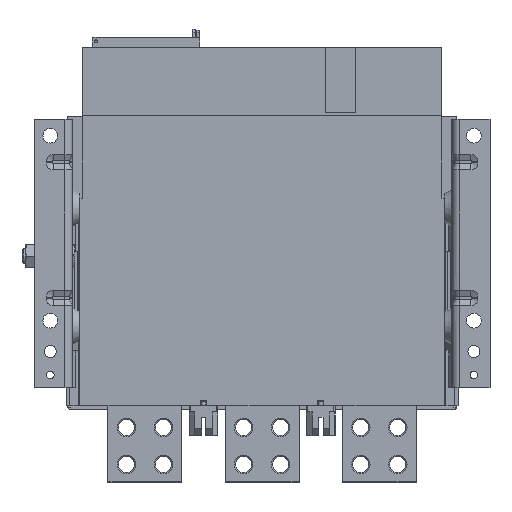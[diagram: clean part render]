
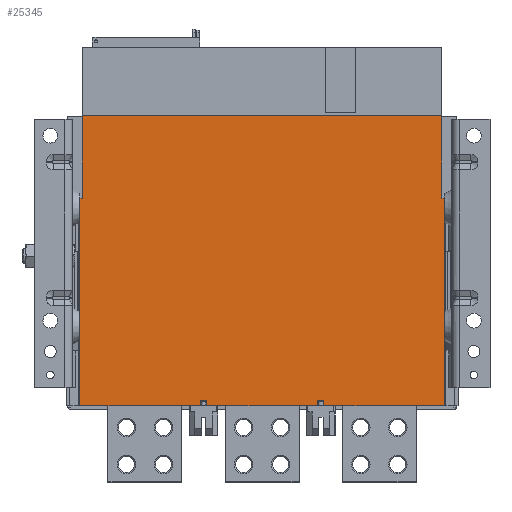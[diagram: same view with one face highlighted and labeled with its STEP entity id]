
A CAD part, front view. The second image highlights one B-rep face of the part: STEP entity #25345.
In plain terms, the highlighted planar face has unit normal (0, -1, 0).
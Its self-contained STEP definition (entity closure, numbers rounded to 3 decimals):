
#1079 = LINE ( 'NONE', #64745, #62399 ) ;
#1431 = VECTOR ( 'NONE', #27434, 1000. ) ;
#2684 = DIRECTION ( 'NONE',  ( 0., 0., 1. ) ) ;
#3164 = CARTESIAN_POINT ( 'NONE',  ( 44.95, 12., 294.6 ) ) ;
#3388 = EDGE_CURVE ( 'NONE', #38545, #47617, #68207, .T. ) ;
#3417 = VECTOR ( 'NONE', #28485, 1000. ) ;
#6300 = CARTESIAN_POINT ( 'NONE',  ( -50.1, 12., 294.6 ) ) ;
#6673 = VECTOR ( 'NONE', #41621, 1000. ) ;
#6921 = CARTESIAN_POINT ( 'NONE',  ( -44.95, 12., 294.6 ) ) ;
#6949 = DIRECTION ( 'NONE',  ( -1., 0., 0. ) ) ;
#6980 = ORIENTED_EDGE ( 'NONE', *, *, #76590, .T. ) ;
#8000 = EDGE_CURVE ( 'NONE', #68345, #73241, #49102, .T. ) ;
#8612 = VERTEX_POINT ( 'NONE', #12332 ) ;
#10510 = VERTEX_POINT ( 'NONE', #70546 ) ;
#10882 = EDGE_LOOP ( 'NONE', ( #81865, #18463, #69733, #86312, #48141, #21734, #72717, #67095, #59601, #81015, #28447, #30795, #22585, #69967, #75519, #6980 ) ) ;
#11783 = CARTESIAN_POINT ( 'NONE',  ( 147.75, 12., 298.8 ) ) ;
#12332 = CARTESIAN_POINT ( 'NONE',  ( 44.95, 12., 294.6 ) ) ;
#13059 = PLANE ( 'NONE',  #45616 ) ;
#14560 = CARTESIAN_POINT ( 'NONE',  ( 50.1, 12., 294.6 ) ) ;
#15062 = VERTEX_POINT ( 'NONE', #81422 ) ;
#16309 = EDGE_CURVE ( 'NONE', #47617, #19835, #28501, .T. ) ;
#16887 = DIRECTION ( 'NONE',  ( 1., 0., 0. ) ) ;
#17812 = CARTESIAN_POINT ( 'NONE',  ( -50.1, 12., 294.6 ) ) ;
#18027 = CARTESIAN_POINT ( 'NONE',  ( 145.75, 12., 63.8 ) ) ;
#18463 = ORIENTED_EDGE ( 'NONE', *, *, #88896, .F. ) ;
#19835 = VERTEX_POINT ( 'NONE', #41574 ) ;
#19939 = DIRECTION ( 'NONE',  ( 0., 0., 1. ) ) ;
#20064 = CARTESIAN_POINT ( 'NONE',  ( 135.1, 12., 130.7 ) ) ;
#20248 = VECTOR ( 'NONE', #53448, 1000. ) ;
#20635 = VECTOR ( 'NONE', #21132, 1000. ) ;
#21132 = DIRECTION ( 'NONE',  ( 1., 0., 0. ) ) ;
#21726 = VERTEX_POINT ( 'NONE', #63089 ) ;
#21734 = ORIENTED_EDGE ( 'NONE', *, *, #8000, .F. ) ;
#22585 = ORIENTED_EDGE ( 'NONE', *, *, #80884, .T. ) ;
#23183 = EDGE_CURVE ( 'NONE', #10510, #21726, #90126, .T. ) ;
#24647 = LINE ( 'NONE', #71642, #75074 ) ;
#25345 = ADVANCED_FACE ( 'NONE', ( #43476 ), #13059, .F. ) ;
#27434 = DIRECTION ( 'NONE',  ( 0., 0., -1. ) ) ;
#27583 = DIRECTION ( 'NONE',  ( 0., 1., 0. ) ) ;
#27935 = CARTESIAN_POINT ( 'NONE',  ( -147.75, 12., 130.7 ) ) ;
#28447 = ORIENTED_EDGE ( 'NONE', *, *, #47724, .F. ) ;
#28485 = DIRECTION ( 'NONE',  ( 1., 0., 0. ) ) ;
#28501 = LINE ( 'NONE', #70633, #50277 ) ;
#28538 = CARTESIAN_POINT ( 'NONE',  ( -44.95, 12., 294.6 ) ) ;
#30369 = DIRECTION ( 'NONE',  ( 1., 0., 0. ) ) ;
#30534 = VERTEX_POINT ( 'NONE', #74752 ) ;
#30564 = DIRECTION ( 'NONE',  ( 1., 0., 0. ) ) ;
#30795 = ORIENTED_EDGE ( 'NONE', *, *, #23183, .T. ) ;
#30840 = DIRECTION ( 'NONE',  ( 0., 0., 1. ) ) ;
#30999 = CARTESIAN_POINT ( 'NONE',  ( -157.5, 12., 298.8 ) ) ;
#32028 = CARTESIAN_POINT ( 'NONE',  ( -147.75, 12., 298.8 ) ) ;
#33103 = EDGE_CURVE ( 'NONE', #64987, #19835, #89036, .T. ) ;
#35458 = VERTEX_POINT ( 'NONE', #81661 ) ;
#36107 = LINE ( 'NONE', #14560, #20635 ) ;
#36756 = EDGE_CURVE ( 'NONE', #15062, #73029, #46322, .T. ) ;
#37396 = CARTESIAN_POINT ( 'NONE',  ( -157.5, 12., 63.8 ) ) ;
#38545 = VERTEX_POINT ( 'NONE', #27935 ) ;
#41501 = CARTESIAN_POINT ( 'NONE',  ( -145.75, 12., 63.8 ) ) ;
#41574 = CARTESIAN_POINT ( 'NONE',  ( -50.1, 12., 298.8 ) ) ;
#41621 = DIRECTION ( 'NONE',  ( 0., 0., 1. ) ) ;
#43011 = EDGE_CURVE ( 'NONE', #73241, #35458, #80141, .T. ) ;
#43111 = DIRECTION ( 'NONE',  ( 0., 0., 1. ) ) ;
#43476 = FACE_OUTER_BOUND ( 'NONE', #10882, .T. ) ;
#45220 = VECTOR ( 'NONE', #2684, 1000. ) ;
#45616 = AXIS2_PLACEMENT_3D ( 'NONE', #63143, #27583, #6949 ) ;
#46322 = LINE ( 'NONE', #68747, #83482 ) ;
#47617 = VERTEX_POINT ( 'NONE', #32028 ) ;
#47684 = VERTEX_POINT ( 'NONE', #59214 ) ;
#47724 = EDGE_CURVE ( 'NONE', #10510, #38545, #83972, .T. ) ;
#47995 = CARTESIAN_POINT ( 'NONE',  ( -44.95, 12., 298.8 ) ) ;
#48141 = ORIENTED_EDGE ( 'NONE', *, *, #43011, .F. ) ;
#49102 = LINE ( 'NONE', #6921, #6673 ) ;
#50277 = VECTOR ( 'NONE', #56150, 1000. ) ;
#52727 = VERTEX_POINT ( 'NONE', #71573 ) ;
#53338 = DIRECTION ( 'NONE',  ( 0., 0., -1. ) ) ;
#53448 = DIRECTION ( 'NONE',  ( 1., 0., 0. ) ) ;
#56150 = DIRECTION ( 'NONE',  ( 1., 0., 0. ) ) ;
#59214 = CARTESIAN_POINT ( 'NONE',  ( 50.1, 12., 294.6 ) ) ;
#59601 = ORIENTED_EDGE ( 'NONE', *, *, #16309, .F. ) ;
#62399 = VECTOR ( 'NONE', #30564, 1000. ) ;
#63089 = CARTESIAN_POINT ( 'NONE',  ( -145.75, 12., 63.8 ) ) ;
#63143 = CARTESIAN_POINT ( 'NONE',  ( 157.5, 12., 302. ) ) ;
#64745 = CARTESIAN_POINT ( 'NONE',  ( -157.5, 12., 298.8 ) ) ;
#64987 = VERTEX_POINT ( 'NONE', #6300 ) ;
#65653 = VECTOR ( 'NONE', #68984, 1000. ) ;
#65936 = LINE ( 'NONE', #37396, #92487 ) ;
#66380 = LINE ( 'NONE', #3164, #82670 ) ;
#67095 = ORIENTED_EDGE ( 'NONE', *, *, #33103, .T. ) ;
#67724 = CARTESIAN_POINT ( 'NONE',  ( -147.75, 12., -107.253 ) ) ;
#68207 = LINE ( 'NONE', #67724, #45220 ) ;
#68345 = VERTEX_POINT ( 'NONE', #28538 ) ;
#68747 = CARTESIAN_POINT ( 'NONE',  ( 145.75, 12., 63.8 ) ) ;
#68984 = DIRECTION ( 'NONE',  ( -1., 0., 0. ) ) ;
#69733 = ORIENTED_EDGE ( 'NONE', *, *, #79650, .F. ) ;
#69967 = ORIENTED_EDGE ( 'NONE', *, *, #36756, .F. ) ;
#70546 = CARTESIAN_POINT ( 'NONE',  ( -145.75, 12., 130.7 ) ) ;
#70633 = CARTESIAN_POINT ( 'NONE',  ( -157.5, 12., 298.8 ) ) ;
#71573 = CARTESIAN_POINT ( 'NONE',  ( 147.75, 12., 130.7 ) ) ;
#71642 = CARTESIAN_POINT ( 'NONE',  ( 50.1, 12., 294.6 ) ) ;
#72546 = VECTOR ( 'NONE', #19939, 1000. ) ;
#72717 = ORIENTED_EDGE ( 'NONE', *, *, #86286, .F. ) ;
#73029 = VERTEX_POINT ( 'NONE', #18027 ) ;
#73241 = VERTEX_POINT ( 'NONE', #47995 ) ;
#74414 = LINE ( 'NONE', #20064, #3417 ) ;
#74752 = CARTESIAN_POINT ( 'NONE',  ( 50.1, 12., 298.8 ) ) ;
#75074 = VECTOR ( 'NONE', #43111, 1000. ) ;
#75519 = ORIENTED_EDGE ( 'NONE', *, *, #90040, .T. ) ;
#76590 = EDGE_CURVE ( 'NONE', #52727, #83837, #91986, .T. ) ;
#76942 = CARTESIAN_POINT ( 'NONE',  ( -135.1, 12., 130.7 ) ) ;
#77072 = VECTOR ( 'NONE', #82026, 1000. ) ;
#77769 = VECTOR ( 'NONE', #16887, 1000. ) ;
#79406 = EDGE_CURVE ( 'NONE', #30534, #83837, #1079, .T. ) ;
#79650 = EDGE_CURVE ( 'NONE', #8612, #47684, #36107, .T. ) ;
#80141 = LINE ( 'NONE', #30999, #20248 ) ;
#80884 = EDGE_CURVE ( 'NONE', #21726, #73029, #65936, .T. ) ;
#81015 = ORIENTED_EDGE ( 'NONE', *, *, #3388, .F. ) ;
#81422 = CARTESIAN_POINT ( 'NONE',  ( 145.75, 12., 130.7 ) ) ;
#81661 = CARTESIAN_POINT ( 'NONE',  ( 44.95, 12., 298.8 ) ) ;
#81865 = ORIENTED_EDGE ( 'NONE', *, *, #79406, .F. ) ;
#82026 = DIRECTION ( 'NONE',  ( 0., 0., 1. ) ) ;
#82670 = VECTOR ( 'NONE', #30840, 1000. ) ;
#83482 = VECTOR ( 'NONE', #53338, 1000. ) ;
#83837 = VERTEX_POINT ( 'NONE', #11783 ) ;
#83972 = LINE ( 'NONE', #76942, #65653 ) ;
#84066 = CARTESIAN_POINT ( 'NONE',  ( 147.75, 12., -107.253 ) ) ;
#86286 = EDGE_CURVE ( 'NONE', #64987, #68345, #89866, .T. ) ;
#86312 = ORIENTED_EDGE ( 'NONE', *, *, #91736, .T. ) ;
#88565 = CARTESIAN_POINT ( 'NONE',  ( -50.1, 12., 294.6 ) ) ;
#88896 = EDGE_CURVE ( 'NONE', #47684, #30534, #24647, .T. ) ;
#89036 = LINE ( 'NONE', #88565, #77072 ) ;
#89866 = LINE ( 'NONE', #17812, #77769 ) ;
#90040 = EDGE_CURVE ( 'NONE', #15062, #52727, #74414, .T. ) ;
#90126 = LINE ( 'NONE', #41501, #1431 ) ;
#91736 = EDGE_CURVE ( 'NONE', #8612, #35458, #66380, .T. ) ;
#91986 = LINE ( 'NONE', #84066, #72546 ) ;
#92487 = VECTOR ( 'NONE', #30369, 1000. ) ;
